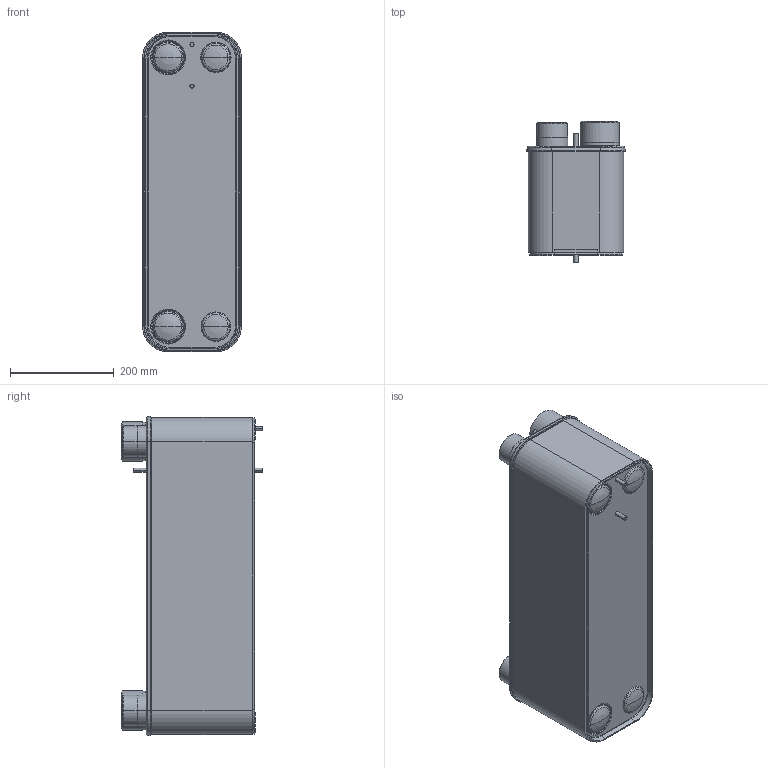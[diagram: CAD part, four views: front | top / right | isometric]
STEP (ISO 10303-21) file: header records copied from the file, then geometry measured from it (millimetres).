
FILE_DESCRIPTION((''),'2;1');
FILE_NAME('CB110_76L_3287101759_ASM','2013-04-10T',('SEROAEK'),(''),'PRO/ENGINEER BY PARAMETRIC TECHNOLOGY CORPORATION, 2010330','PRO/ENGINEER BY PARAMETRIC TECHNOLOGY CORPORATION, 2010330','');
FILE_SCHEMA(('CONFIG_CONTROL_DESIGN'));
Length unit declared in the file: millimetre
Products named in the file (8): CB110_76_CH_BLOCK; CB110_FP_S1S2_60_S3S4_51; CB110_PP; LABEL_STD; B23_ISO_228-1; SB_M8_25; O5_34565275; CB110_76L_3287101759_ASM
Assembly tree (12 placements, depth 2):
  CB110_76L_3287101759_ASM
    CB110_76_CH_BLOCK
    CB110_FP_S1S2_60_S3S4_51
    CB110_PP
    LABEL_STD
    B23_ISO_228-1  x2
    SB_M8_25  x4
    O5_34565275  x2
Bounding box: 190.04 x 272.3 x 616.25 mm (x, y, z)
Volume: 20032616.3 mm3; surface area: 1250427.5 mm2
Topology: 19 solids, 21 shells, 653 faces, 1529 edges, 940 vertices
Faces by surface type: plane 271, cylinder 134, torus 110, cone 106, bspline 16, sphere 16
Entity records: 17309 total; most frequent: CARTESIAN_POINT 3543, DIRECTION 2971, ORIENTED_EDGE 2714, EDGE_CURVE 1359, AXIS2_PLACEMENT_3D 1112, VERTEX_POINT 848, VECTOR 747, LINE 747
